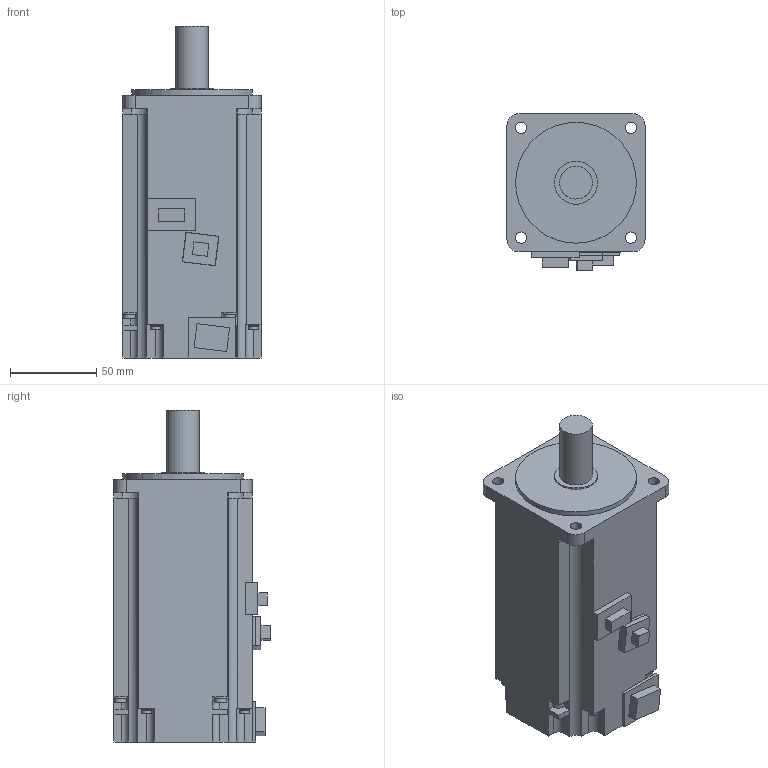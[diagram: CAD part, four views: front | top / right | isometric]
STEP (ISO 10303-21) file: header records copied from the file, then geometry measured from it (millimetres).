
FILE_DESCRIPTION(/* description */ (''),/* implementation_level */ '2;1');
FILE_NAME(/* name */ '',/* time_stamp */ '2023-12-28T10:29:36+07:00',/* author */ ('daveb'),/* organization */ (''),/* preprocessor_version */ 'ST-DEVELOPER v19.2',/* originating_system */ 'Autodesk Inventor 2024',/* authorisation */ '');
FILE_SCHEMA (('AUTOMOTIVE_DESIGN { 1 0 10303 214 3 1 1 }'));
Length unit declared in the file: millimetre
Products named in the file (1): [K2]Động_cơ
Bounding box: 80.44 x 90.82 x 192.3 mm (x, y, z)
Volume: 884524.1 mm3; surface area: 65364.8 mm2
Topology: 1 solids, 1 shells, 196 faces, 500 edges, 330 vertices
Faces by surface type: plane 126, cylinder 70
Full cylindrical faces by diameter (mm): 5.5 x4, 5.9 x4, 6 x4, 6.6 x4, 7 x4, 7.6 x4, 19 x1, 25 x1, 70 x1
Entity records: 6012 total; most frequent: DIRECTION 1063, CARTESIAN_POINT 1027, ORIENTED_EDGE 1000, EDGE_CURVE 500, AXIS2_PLACEMENT_3D 366, LINE 331, VECTOR 331, VERTEX_POINT 330
